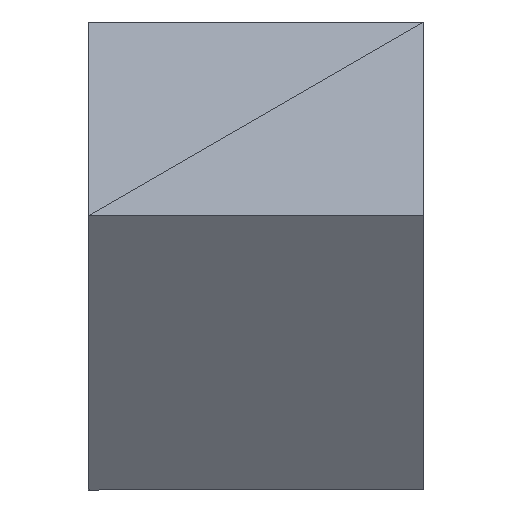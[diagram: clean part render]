
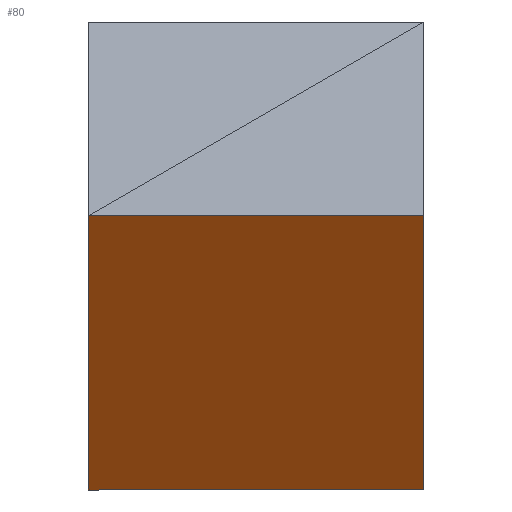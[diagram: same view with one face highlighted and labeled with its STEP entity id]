
A CAD part, isometric view. The second image highlights one B-rep face of the part: STEP entity #80.
In plain terms, the highlighted face is planar.
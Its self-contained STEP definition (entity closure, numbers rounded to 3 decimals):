
#16 = LINE ( 'NONE', #184, #309 ) ;
#17 = EDGE_CURVE ( 'NONE', #93, #131, #16, .T. ) ;
#18 = CARTESIAN_POINT ( 'NONE',  ( 24.749, 0., -17.5 ) ) ;
#53 = CARTESIAN_POINT ( 'NONE',  ( 24.749, 0., 17.5 ) ) ;
#54 = CARTESIAN_POINT ( 'NONE',  ( 24.749, 0., 17.5 ) ) ;
#58 = EDGE_CURVE ( 'NONE', #101, #297, #207, .T. ) ;
#71 = VECTOR ( 'NONE', #190, 1000. ) ;
#76 = ORIENTED_EDGE ( 'NONE', *, *, #17, .F. ) ;
#78 = PLANE ( 'NONE',  #109 ) ;
#80 = ADVANCED_FACE ( 'NONE', ( #247 ), #78, .F. ) ;
#86 = VECTOR ( 'NONE', #321, 1000. ) ;
#90 = VECTOR ( 'NONE', #243, 1000. ) ;
#91 = ORIENTED_EDGE ( 'NONE', *, *, #174, .F. ) ;
#93 = VERTEX_POINT ( 'NONE', #132 ) ;
#101 = VERTEX_POINT ( 'NONE', #107 ) ;
#107 = CARTESIAN_POINT ( 'NONE',  ( 24.749, 0., -17.5 ) ) ;
#109 = AXIS2_PLACEMENT_3D ( 'NONE', #54, #162, #294 ) ;
#131 = VERTEX_POINT ( 'NONE', #355 ) ;
#132 = CARTESIAN_POINT ( 'NONE',  ( 24.749, 0., 17.5 ) ) ;
#162 = DIRECTION ( 'NONE',  ( -0.707, -0.707, 0. ) ) ;
#169 = EDGE_CURVE ( 'NONE', #93, #101, #242, .T. ) ;
#174 = EDGE_CURVE ( 'NONE', #131, #297, #305, .T. ) ;
#184 = CARTESIAN_POINT ( 'NONE',  ( 24.749, 0., 17.5 ) ) ;
#190 = DIRECTION ( 'NONE',  ( 0., 0., -1. ) ) ;
#207 = LINE ( 'NONE', #18, #86 ) ;
#218 = CARTESIAN_POINT ( 'NONE',  ( 0., 24.749, 17.5 ) ) ;
#242 = LINE ( 'NONE', #53, #71 ) ;
#243 = DIRECTION ( 'NONE',  ( 0., 0., -1. ) ) ;
#247 = FACE_OUTER_BOUND ( 'NONE', #359, .T. ) ;
#274 = CARTESIAN_POINT ( 'NONE',  ( 0., 24.749, -17.5 ) ) ;
#283 = ORIENTED_EDGE ( 'NONE', *, *, #169, .T. ) ;
#294 = DIRECTION ( 'NONE',  ( 0.707, -0.707, 0. ) ) ;
#297 = VERTEX_POINT ( 'NONE', #274 ) ;
#305 = LINE ( 'NONE', #218, #90 ) ;
#309 = VECTOR ( 'NONE', #313, 1000. ) ;
#313 = DIRECTION ( 'NONE',  ( -0.707, 0.707, 0. ) ) ;
#321 = DIRECTION ( 'NONE',  ( -0.707, 0.707, 0. ) ) ;
#345 = ORIENTED_EDGE ( 'NONE', *, *, #58, .T. ) ;
#355 = CARTESIAN_POINT ( 'NONE',  ( 0., 24.749, 17.5 ) ) ;
#359 = EDGE_LOOP ( 'NONE', ( #345, #91, #76, #283 ) ) ;
